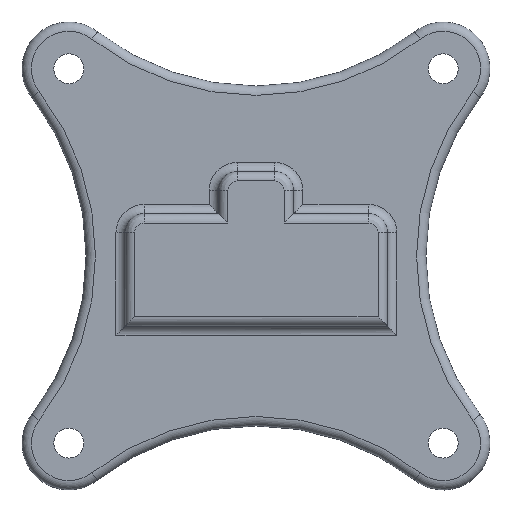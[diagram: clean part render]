
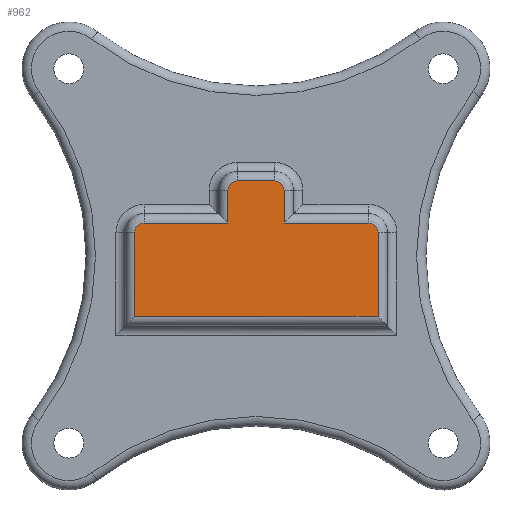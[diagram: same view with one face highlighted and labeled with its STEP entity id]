
A CAD part, top view. The second image highlights one B-rep face of the part: STEP entity #962.
In plain terms, the highlighted planar face has unit normal (0, 0, 1).
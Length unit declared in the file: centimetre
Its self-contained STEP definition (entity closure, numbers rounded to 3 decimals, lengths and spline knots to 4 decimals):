
#69=CIRCLE('',#1052,0.1);
#70=CIRCLE('',#1053,0.1);
#71=CIRCLE('',#1054,0.1);
#72=CIRCLE('',#1055,0.1);
#133=PLANE('',#1051);
#151=FACE_OUTER_BOUND('',#222,.T.);
#222=EDGE_LOOP('',(#680,#681,#682,#683,#684,#685,#686,#687,#688,#689,#690,
#691));
#297=LINE('',#1537,#351);
#301=LINE('',#1546,#355);
#311=LINE('',#1604,#365);
#312=LINE('',#1608,#366);
#313=LINE('',#1610,#367);
#314=LINE('',#1614,#368);
#315=LINE('',#1618,#369);
#316=LINE('',#1620,#370);
#351=VECTOR('',#1183,1.);
#355=VECTOR('',#1191,1.);
#365=VECTOR('',#1245,1.);
#366=VECTOR('',#1248,1.);
#367=VECTOR('',#1249,1.);
#368=VECTOR('',#1252,1.);
#369=VECTOR('',#1255,1.);
#370=VECTOR('',#1256,1.);
#412=VERTEX_POINT('',#1530);
#415=VERTEX_POINT('',#1535);
#418=VERTEX_POINT('',#1545);
#444=VERTEX_POINT('',#1603);
#445=VERTEX_POINT('',#1605);
#446=VERTEX_POINT('',#1607);
#447=VERTEX_POINT('',#1609);
#448=VERTEX_POINT('',#1611);
#449=VERTEX_POINT('',#1613);
#450=VERTEX_POINT('',#1615);
#451=VERTEX_POINT('',#1617);
#452=VERTEX_POINT('',#1619);
#502=EDGE_CURVE('',#415,#412,#297,.T.);
#506=EDGE_CURVE('',#412,#418,#301,.T.);
#535=EDGE_CURVE('',#444,#415,#311,.T.);
#536=EDGE_CURVE('',#445,#444,#69,.T.);
#537=EDGE_CURVE('',#446,#445,#312,.T.);
#538=EDGE_CURVE('',#447,#446,#313,.T.);
#539=EDGE_CURVE('',#448,#447,#70,.T.);
#540=EDGE_CURVE('',#449,#448,#314,.T.);
#541=EDGE_CURVE('',#450,#449,#71,.T.);
#542=EDGE_CURVE('',#451,#450,#315,.T.);
#543=EDGE_CURVE('',#452,#451,#316,.T.);
#544=EDGE_CURVE('',#418,#452,#72,.T.);
#680=ORIENTED_EDGE('',*,*,#502,.F.);
#681=ORIENTED_EDGE('',*,*,#535,.F.);
#682=ORIENTED_EDGE('',*,*,#536,.F.);
#683=ORIENTED_EDGE('',*,*,#537,.F.);
#684=ORIENTED_EDGE('',*,*,#538,.F.);
#685=ORIENTED_EDGE('',*,*,#539,.F.);
#686=ORIENTED_EDGE('',*,*,#540,.F.);
#687=ORIENTED_EDGE('',*,*,#541,.F.);
#688=ORIENTED_EDGE('',*,*,#542,.F.);
#689=ORIENTED_EDGE('',*,*,#543,.F.);
#690=ORIENTED_EDGE('',*,*,#544,.F.);
#691=ORIENTED_EDGE('',*,*,#506,.F.);
#962=ADVANCED_FACE('',(#151),#133,.T.);
#1051=AXIS2_PLACEMENT_3D('',#1602,#1243,#1244);
#1052=AXIS2_PLACEMENT_3D('',#1606,#1246,#1247);
#1053=AXIS2_PLACEMENT_3D('',#1612,#1250,#1251);
#1054=AXIS2_PLACEMENT_3D('',#1616,#1253,#1254);
#1055=AXIS2_PLACEMENT_3D('',#1621,#1257,#1258);
#1183=DIRECTION('',(-1.,0.,0.));
#1191=DIRECTION('',(0.,1.,0.));
#1243=DIRECTION('center_axis',(0.,0.,1.));
#1244=DIRECTION('ref_axis',(1.,0.,0.));
#1245=DIRECTION('',(0.,-1.,0.));
#1246=DIRECTION('center_axis',(0.,0.,-1.));
#1247=DIRECTION('ref_axis',(0.707,0.707,0.));
#1248=DIRECTION('',(1.,0.,0.));
#1249=DIRECTION('',(0.,-1.,0.));
#1250=DIRECTION('center_axis',(0.,0.,-1.));
#1251=DIRECTION('ref_axis',(0.707,0.707,0.));
#1252=DIRECTION('',(1.,0.,0.));
#1253=DIRECTION('center_axis',(0.,0.,-1.));
#1254=DIRECTION('ref_axis',(-0.707,0.707,0.));
#1255=DIRECTION('',(0.,1.,0.));
#1256=DIRECTION('',(1.,0.,0.));
#1257=DIRECTION('center_axis',(0.,0.,-1.));
#1258=DIRECTION('ref_axis',(-0.707,0.707,0.));
#1530=CARTESIAN_POINT('',(-1.2962,-7.9064,2.8));
#1535=CARTESIAN_POINT('',(1.3038,-7.9064,2.8));
#1537=CARTESIAN_POINT('',(-0.6962,-7.9064,2.8));
#1545=CARTESIAN_POINT('',(-1.2962,-7.0064,2.8));
#1546=CARTESIAN_POINT('',(-1.2962,-6.9189,2.8));
#1602=CARTESIAN_POINT('Origin',(0.0038,-7.0314,2.8));
#1603=CARTESIAN_POINT('',(1.3038,-7.0064,2.8));
#1604=CARTESIAN_POINT('',(1.3038,-7.3689,2.8));
#1605=CARTESIAN_POINT('',(1.2038,-6.9064,2.8));
#1606=CARTESIAN_POINT('Origin',(1.2038,-7.0064,2.8));
#1607=CARTESIAN_POINT('',(0.3,-6.9064,2.8));
#1608=CARTESIAN_POINT('',(0.7038,-6.9064,2.8));
#1609=CARTESIAN_POINT('',(0.3,-6.5564,2.8));
#1610=CARTESIAN_POINT('',(0.3,-6.9189,2.8));
#1611=CARTESIAN_POINT('',(0.2,-6.4564,2.8));
#1612=CARTESIAN_POINT('Origin',(0.2,-6.5564,2.8));
#1613=CARTESIAN_POINT('',(-0.2,-6.4564,2.8));
#1614=CARTESIAN_POINT('',(0.2019,-6.4564,2.8));
#1615=CARTESIAN_POINT('',(-0.3,-6.5564,2.8));
#1616=CARTESIAN_POINT('Origin',(-0.2,-6.5564,2.8));
#1617=CARTESIAN_POINT('',(-0.3,-6.9064,2.8));
#1618=CARTESIAN_POINT('',(-0.3,-6.6939,2.8));
#1619=CARTESIAN_POINT('',(-1.1962,-6.9064,2.8));
#1620=CARTESIAN_POINT('',(-0.1981,-6.9064,2.8));
#1621=CARTESIAN_POINT('Origin',(-1.1962,-7.0064,2.8));
